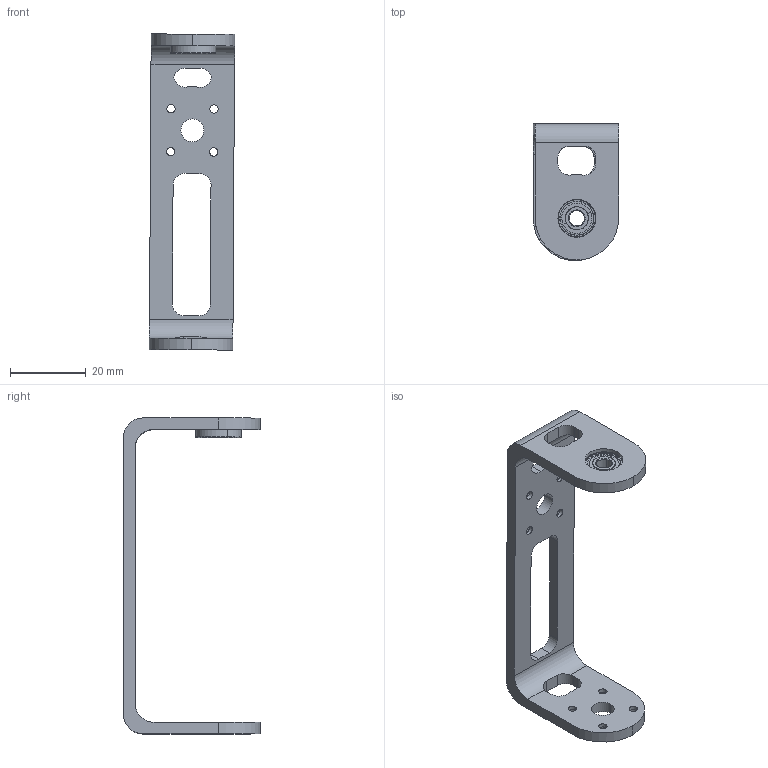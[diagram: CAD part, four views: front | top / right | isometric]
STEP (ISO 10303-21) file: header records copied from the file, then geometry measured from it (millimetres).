
FILE_DESCRIPTION (( 'STEP AP203' ), '1' );
FILE_NAME ('Prna1_Valor predeterminado_sldprt.STEP', '2021-09-18T22:57:23', ( '' ), ( '' ), 'SwSTEP 2.0', 'SolidWorks 2020', '' );
FILE_SCHEMA (( 'CONFIG_CONTROL_DESIGN' ));
Length unit declared in the file: millimetre
Products named in the file (1): Prna1_Valor predeterminado_sldprt
Bounding box: 22.47 x 36 x 83.32 mm (x, y, z)
Volume: 7469.8 mm3; surface area: 7524.7 mm2
Topology: 10 solids, 10 shells, 183 faces, 490 edges, 310 vertices
Faces by surface type: cylinder 92, plane 35, torus 22, cone 20, sphere 14
Entity records: 5991 total; most frequent: CARTESIAN_POINT 1332, DIRECTION 1046, ORIENTED_EDGE 896, EDGE_CURVE 448, AXIS2_PLACEMENT_3D 442, VERTEX_POINT 296, CIRCLE 258, EDGE_LOOP 228
